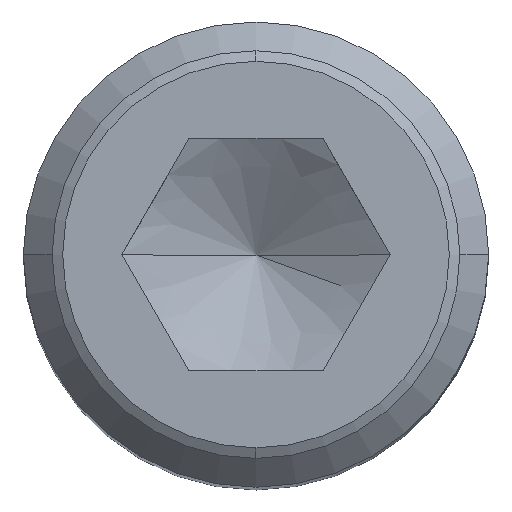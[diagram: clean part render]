
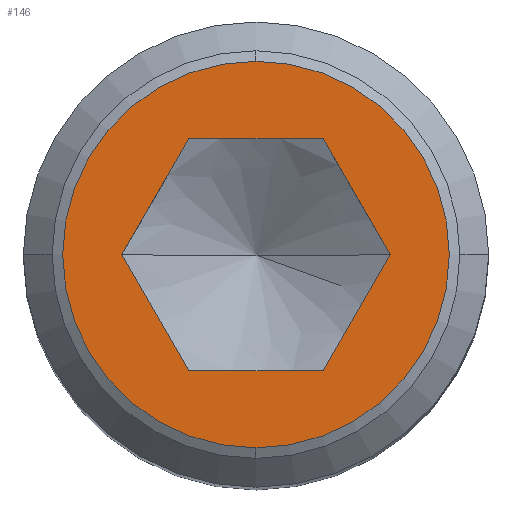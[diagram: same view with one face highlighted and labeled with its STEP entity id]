
A CAD part, top view. The second image highlights one B-rep face of the part: STEP entity #146.
In plain terms, the highlighted planar face has unit normal (0, 0, 1).
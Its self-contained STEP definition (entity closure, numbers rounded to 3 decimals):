
#146=ADVANCED_FACE('',(#376,#377),#378,.T.);
#162=VERTEX_POINT('',#396);
#178=EDGE_CURVE('',#182,#162,#414,.T.);
#182=VERTEX_POINT('',#419);
#184=EDGE_CURVE('',#318,#216,#421,.T.);
#206=EDGE_CURVE('',#216,#258,#446,.T.);
#216=VERTEX_POINT('',#458);
#244=EDGE_CURVE('',#258,#272,#489,.T.);
#258=VERTEX_POINT('',#503);
#272=VERTEX_POINT('',#517);
#292=EDGE_CURVE('',#162,#182,#541,.T.);
#304=EDGE_CURVE('',#336,#318,#555,.T.);
#318=VERTEX_POINT('',#570);
#322=EDGE_CURVE('',#338,#336,#574,.T.);
#336=VERTEX_POINT('',#589);
#338=VERTEX_POINT('',#591);
#344=EDGE_CURVE('',#272,#338,#597,.T.);
#376=FACE_BOUND('',#621,.T.);
#377=FACE_OUTER_BOUND('',#622,.T.);
#378=PLANE('',#623);
#396=CARTESIAN_POINT('',(0.,3.323,0.));
#414=CIRCLE('',#688,3.323);
#419=CARTESIAN_POINT('',(0.,-3.323,0.));
#421=LINE('',#696,#697);
#446=LINE('',#748,#749);
#458=CARTESIAN_POINT('',(-1.155,2.0,0.));
#489=LINE('',#809,#810);
#503=CARTESIAN_POINT('',(1.155,2.0,0.));
#517=CARTESIAN_POINT('',(2.309,0.0,0.));
#541=CIRCLE('',#887,3.323);
#555=LINE('',#906,#907);
#570=CARTESIAN_POINT('',(-2.309,0.0,0.));
#574=LINE('',#931,#932);
#589=CARTESIAN_POINT('',(-1.155,-2.0,0.));
#591=CARTESIAN_POINT('',(1.155,-2.0,0.));
#597=LINE('',#965,#966);
#621=EDGE_LOOP('',(#985,#986,#987,#988,#989,#990));
#622=EDGE_LOOP('',(#991,#992));
#623=AXIS2_PLACEMENT_3D('',#993,#994,#995);
#688=AXIS2_PLACEMENT_3D('',#1042,#1043,#1044);
#696=CARTESIAN_POINT('',(-1.443,1.5,0.));
#697=VECTOR('',#1053,1.0);
#748=CARTESIAN_POINT('',(0.577,2.0,0.));
#749=VECTOR('',#1084,1.0);
#809=CARTESIAN_POINT('',(2.021,0.5,0.));
#810=VECTOR('',#1134,1.0);
#887=AXIS2_PLACEMENT_3D('',#1187,#1188,#1189);
#906=CARTESIAN_POINT('',(-2.021,-0.5,0.));
#907=VECTOR('',#1213,1.0);
#931=CARTESIAN_POINT('',(-0.577,-2.0,0.));
#932=VECTOR('',#1224,1.0);
#965=CARTESIAN_POINT('',(1.443,-1.5,0.));
#966=VECTOR('',#1240,1.0);
#985=ORIENTED_EDGE('',*,*,#304,.T.);
#986=ORIENTED_EDGE('',*,*,#184,.T.);
#987=ORIENTED_EDGE('',*,*,#206,.T.);
#988=ORIENTED_EDGE('',*,*,#244,.T.);
#989=ORIENTED_EDGE('',*,*,#344,.T.);
#990=ORIENTED_EDGE('',*,*,#322,.T.);
#991=ORIENTED_EDGE('',*,*,#292,.T.);
#992=ORIENTED_EDGE('',*,*,#178,.T.);
#993=CARTESIAN_POINT('',(-2.855,0.,0.));
#994=DIRECTION('',(0.0,0.0,1.0));
#995=DIRECTION('',(-1.0,0.,0.0));
#1042=CARTESIAN_POINT('',(0.,0.,0.));
#1043=DIRECTION('',(0.0,0.0,1.0));
#1044=DIRECTION('',(0.,1.0,0.0));
#1053=DIRECTION('',(0.5,0.866,0.));
#1084=DIRECTION('',(1.0,0.0,0.0));
#1134=DIRECTION('',(0.5,-0.866,0.));
#1187=CARTESIAN_POINT('',(0.,0.,0.));
#1188=DIRECTION('',(0.0,0.0,1.0));
#1189=DIRECTION('',(0.,1.0,0.0));
#1213=DIRECTION('',(-0.5,0.866,0.));
#1224=DIRECTION('',(-1.0,0.0,0.0));
#1240=DIRECTION('',(-0.5,-0.866,0.));
